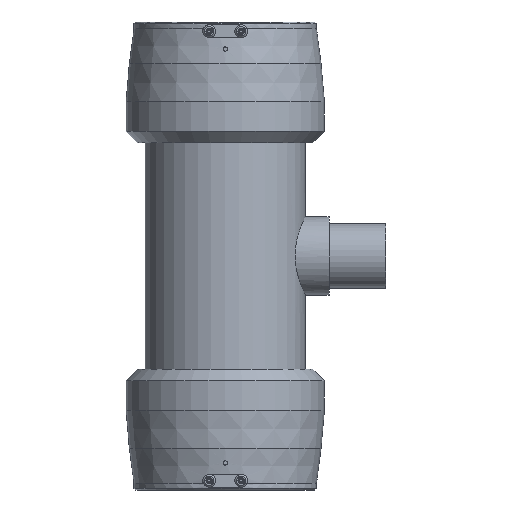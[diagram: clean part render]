
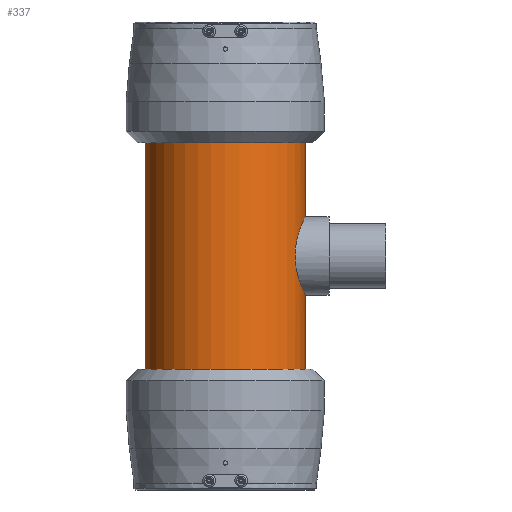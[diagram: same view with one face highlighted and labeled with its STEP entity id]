
A CAD part, front view. The second image highlights one B-rep face of the part: STEP entity #337.
In plain terms, the highlighted cylindrical face has radius 112.5 mm (diameter 225 mm), a partial arc.
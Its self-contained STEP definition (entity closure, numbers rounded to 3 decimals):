
#337=ADVANCED_FACE('',(#726),#727,.T.);
#726=FACE_OUTER_BOUND('',#1166,.T.);
#727=CYLINDRICAL_SURFACE('',#1167,112.5);
#1166=EDGE_LOOP('',(#2060,#2061,#2062,#2063,#2064,#2065));
#1167=AXIS2_PLACEMENT_3D('',#2066,#2067,#2068);
#2060=ORIENTED_EDGE('',*,*,#2590,.T.);
#2061=ORIENTED_EDGE('',*,*,#2778,.T.);
#2062=ORIENTED_EDGE('',*,*,#2593,.T.);
#2063=ORIENTED_EDGE('',*,*,#2779,.T.);
#2064=ORIENTED_EDGE('',*,*,#2592,.T.);
#2065=ORIENTED_EDGE('',*,*,#2749,.T.);
#2066=CARTESIAN_POINT('',(0.0,0.0,0.0));
#2067=DIRECTION('',(0.0,0.0,1.0));
#2068=DIRECTION('',(1.0,0.0,0.0));
#2590=EDGE_CURVE('',#3114,#2895,#3115,.T.);
#2592=EDGE_CURVE('',#3026,#3116,#3118,.T.);
#2593=EDGE_CURVE('',#2900,#3030,#3119,.T.);
#2749=EDGE_CURVE('',#3116,#3114,#3348,.T.);
#2778=EDGE_CURVE('',#2895,#2900,#3377,.T.);
#2779=EDGE_CURVE('',#3030,#3026,#3378,.T.);
#2895=VERTEX_POINT('',#3502);
#2900=VERTEX_POINT('',#3541);
#3026=VERTEX_POINT('',#3830);
#3030=VERTEX_POINT('',#3835);
#3114=VERTEX_POINT('',#4058);
#3115=LINE('',#4059,#4060);
#3116=VERTEX_POINT('',#4061);
#3118=LINE('',#4063,#4064);
#3119=LINE('',#4065,#4066);
#3348=CIRCLE('',#4497,112.5);
#3377=B_SPLINE_CURVE_WITH_KNOTS('',3,(#4526,#4527,#4528,#4529,#4530,#4531,#4532,#4533,#4534,#4535,#4536,#4537,#4538,#4539,#4540,#4541,#4542,#4543,#4544,#4545,#4546,#4547,#4548,#4549,#4550,#4551,#4552,#4553,#4554,#4555,#4556,#4557,#4558,#4559,#4560,#4561,#4562,#4563,#4564,#4565,#4566,#4567,#4568,#4569,#4570,#4571,#4572,#4573,#4574,#4575,#4576,#4577,#4578,#4579,#4580,#4581,#4582,#4583,#4584,#4585,#4586,#4587,#4588,#4589,#4590,#4591),.UNSPECIFIED.,.F.,.F.,(4,2,2,2,2,2,2,2,2,2,2,2,2,2,2,2,2,2,2,2,2,2,2,2,2,2,2,2,2,2,2,2,4),(84.481,89.754,95.028,100.301,105.575,110.848,116.122,121.395,126.669,131.955,137.242,142.529,147.815,153.102,158.388,163.675,168.961,174.248,179.534,184.821,190.107,195.394,200.68,205.967,211.254,216.527,221.801,227.074,232.348,237.621,242.895,248.168,253.442),.UNSPECIFIED.);
#3378=CIRCLE('',#4592,112.5);
#3502=CARTESIAN_POINT('',(112.5,0.,-55.0));
#3541=CARTESIAN_POINT('',(112.5,0.,55.0));
#3830=CARTESIAN_POINT('',(-112.5,0.0,160.0));
#3835=CARTESIAN_POINT('',(112.5,0.,160.0));
#4058=CARTESIAN_POINT('',(112.5,0.0,-160.0));
#4059=CARTESIAN_POINT('',(112.5,0.,0.0));
#4060=VECTOR('',#4953,1.0);
#4061=CARTESIAN_POINT('',(-112.5,0.,-160.0));
#4063=CARTESIAN_POINT('',(-112.5,0.,0.0));
#4064=VECTOR('',#4957,1.0);
#4065=CARTESIAN_POINT('',(112.5,0.,0.0));
#4066=VECTOR('',#4958,1.0);
#4497=AXIS2_PLACEMENT_3D('',#5171,#5172,#5173);
#4526=CARTESIAN_POINT('',(112.5,0.,-55.0));
#4527=CARTESIAN_POINT('',(112.5,-1.758,-55.0));
#4528=CARTESIAN_POINT('',(112.459,-3.541,-54.915));
#4529=CARTESIAN_POINT('',(112.289,-7.124,-54.566));
#4530=CARTESIAN_POINT('',(112.16,-8.923,-54.302));
#4531=CARTESIAN_POINT('',(111.818,-12.502,-53.591));
#4532=CARTESIAN_POINT('',(111.604,-14.282,-53.145));
#4533=CARTESIAN_POINT('',(111.098,-17.793,-52.075));
#4534=CARTESIAN_POINT('',(110.806,-19.523,-51.451));
#4535=CARTESIAN_POINT('',(110.157,-22.903,-50.038));
#4536=CARTESIAN_POINT('',(109.8,-24.555,-49.248));
#4537=CARTESIAN_POINT('',(109.035,-27.756,-47.518));
#4538=CARTESIAN_POINT('',(108.627,-29.305,-46.577));
#4539=CARTESIAN_POINT('',(107.781,-32.278,-44.569));
#4540=CARTESIAN_POINT('',(107.343,-33.702,-43.5));
#4541=CARTESIAN_POINT('',(106.456,-36.407,-41.263));
#4542=CARTESIAN_POINT('',(106.007,-37.688,-40.094));
#4543=CARTESIAN_POINT('',(105.12,-40.097,-37.685));
#4544=CARTESIAN_POINT('',(104.665,-41.267,-36.402));
#4545=CARTESIAN_POINT('',(103.754,-43.507,-33.694));
#4546=CARTESIAN_POINT('',(103.298,-44.575,-32.269));
#4547=CARTESIAN_POINT('',(102.409,-46.582,-29.297));
#4548=CARTESIAN_POINT('',(101.975,-47.522,-27.749));
#4549=CARTESIAN_POINT('',(101.152,-49.25,-24.551));
#4550=CARTESIAN_POINT('',(100.762,-50.039,-22.902));
#4551=CARTESIAN_POINT('',(100.049,-51.45,-19.526));
#4552=CARTESIAN_POINT('',(99.725,-52.073,-17.798));
#4553=CARTESIAN_POINT('',(99.159,-53.142,-14.291));
#4554=CARTESIAN_POINT('',(98.917,-53.589,-12.512));
#4555=CARTESIAN_POINT('',(98.529,-54.3,-8.934));
#4556=CARTESIAN_POINT('',(98.382,-54.565,-7.134));
#4557=CARTESIAN_POINT('',(98.187,-54.915,-3.548));
#4558=CARTESIAN_POINT('',(98.139,-55.0,-1.762));
#4559=CARTESIAN_POINT('',(98.139,-55.0,1.762));
#4560=CARTESIAN_POINT('',(98.187,-54.915,3.548));
#4561=CARTESIAN_POINT('',(98.382,-54.565,7.134));
#4562=CARTESIAN_POINT('',(98.529,-54.3,8.934));
#4563=CARTESIAN_POINT('',(98.917,-53.589,12.512));
#4564=CARTESIAN_POINT('',(99.159,-53.142,14.291));
#4565=CARTESIAN_POINT('',(99.725,-52.073,17.798));
#4566=CARTESIAN_POINT('',(100.049,-51.45,19.526));
#4567=CARTESIAN_POINT('',(100.762,-50.039,22.902));
#4568=CARTESIAN_POINT('',(101.152,-49.25,24.551));
#4569=CARTESIAN_POINT('',(101.975,-47.522,27.749));
#4570=CARTESIAN_POINT('',(102.409,-46.582,29.297));
#4571=CARTESIAN_POINT('',(103.298,-44.575,32.269));
#4572=CARTESIAN_POINT('',(103.754,-43.507,33.694));
#4573=CARTESIAN_POINT('',(104.665,-41.267,36.402));
#4574=CARTESIAN_POINT('',(105.12,-40.097,37.685));
#4575=CARTESIAN_POINT('',(106.007,-37.688,40.094));
#4576=CARTESIAN_POINT('',(106.456,-36.407,41.263));
#4577=CARTESIAN_POINT('',(107.343,-33.702,43.5));
#4578=CARTESIAN_POINT('',(107.781,-32.278,44.569));
#4579=CARTESIAN_POINT('',(108.627,-29.305,46.577));
#4580=CARTESIAN_POINT('',(109.035,-27.756,47.518));
#4581=CARTESIAN_POINT('',(109.8,-24.555,49.248));
#4582=CARTESIAN_POINT('',(110.157,-22.903,50.038));
#4583=CARTESIAN_POINT('',(110.806,-19.523,51.451));
#4584=CARTESIAN_POINT('',(111.098,-17.793,52.075));
#4585=CARTESIAN_POINT('',(111.604,-14.282,53.145));
#4586=CARTESIAN_POINT('',(111.818,-12.502,53.591));
#4587=CARTESIAN_POINT('',(112.16,-8.923,54.302));
#4588=CARTESIAN_POINT('',(112.289,-7.124,54.566));
#4589=CARTESIAN_POINT('',(112.459,-3.541,54.915));
#4590=CARTESIAN_POINT('',(112.5,-1.758,55.0));
#4591=CARTESIAN_POINT('',(112.5,0.,55.0));
#4592=AXIS2_PLACEMENT_3D('',#5210,#5211,#5212);
#4953=DIRECTION('',(0.0,0.0,1.0));
#4957=DIRECTION('',(-0.0,-0.0,-1.0));
#4958=DIRECTION('',(0.0,0.0,1.0));
#5171=CARTESIAN_POINT('',(0.0,0.0,-160.0));
#5172=DIRECTION('',(0.0,0.0,1.0));
#5173=DIRECTION('',(1.0,0.0,0.0));
#5210=CARTESIAN_POINT('',(0.0,0.0,160.0));
#5211=DIRECTION('',(0.0,0.0,-1.0));
#5212=DIRECTION('',(1.0,0.0,0.0));
